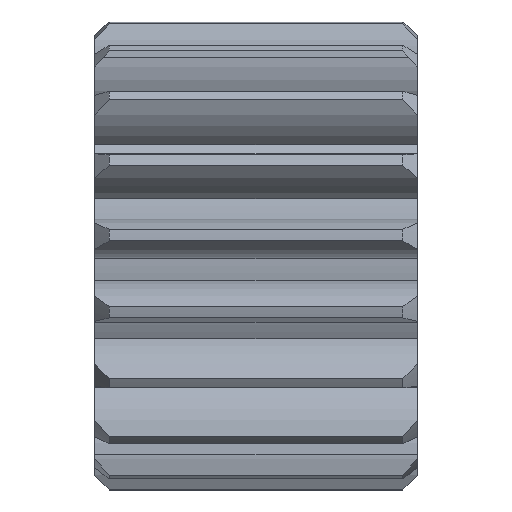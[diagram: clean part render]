
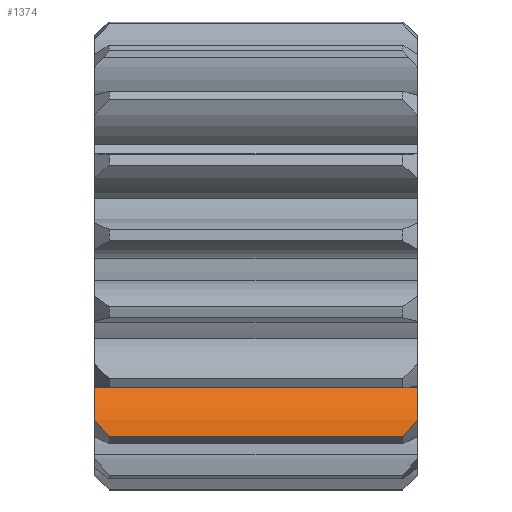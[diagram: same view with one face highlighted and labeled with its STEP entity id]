
A CAD part, top view. The second image highlights one B-rep face of the part: STEP entity #1374.
In plain terms, the highlighted cylindrical face has radius 3.016 mm (diameter 6.032 mm), a partial arc.
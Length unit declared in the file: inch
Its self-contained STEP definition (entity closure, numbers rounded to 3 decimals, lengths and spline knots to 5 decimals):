
#194 = CARTESIAN_POINT ( 'NONE',  ( 0.43, -0.25393, 0.20781 ) ) ;
#503 = CARTESIAN_POINT ( 'NONE',  ( 0.45, -0.26422, 0.08951 ) ) ;
#605 = VECTOR ( 'NONE', #1539, 39.37008 ) ;
#619 = CARTESIAN_POINT ( 'NONE',  ( 0.4365, -0.24609, 0.20713 ) ) ;
#635 = CARTESIAN_POINT ( 'NONE',  ( 0.45, -0.23128, 0.2036 ) ) ;
#662 = LINE ( 'NONE', #2335, #605 ) ;
#718 = DIRECTION ( 'NONE',  ( -1., 0., 0. ) ) ;
#819 = DIRECTION ( 'NONE',  ( 1., 0., 0. ) ) ;
#904 = EDGE_CURVE ( 'NONE', #2383, #1524, #2004, .T. ) ;
#931 = EDGE_CURVE ( 'NONE', #1975, #4104, #1933, .T. ) ;
#987 = CARTESIAN_POINT ( 'NONE',  ( 0.45, -0.23128, 0.2036 ) ) ;
#1098 = CARTESIAN_POINT ( 'NONE',  ( 0.45, -0.1855, 0.17842 ) ) ;
#1204 = ORIENTED_EDGE ( 'NONE', *, *, #2557, .T. ) ;
#1374 = ADVANCED_FACE ( 'NONE', ( #4486 ), #4906, .T. ) ;
#1464 = AXIS2_PLACEMENT_3D ( 'NONE', #4379, #2107, #4739 ) ;
#1524 = VERTEX_POINT ( 'NONE', #4335 ) ;
#1539 = DIRECTION ( 'NONE',  ( 1., 0., 0. ) ) ;
#1600 = EDGE_CURVE ( 'NONE', #4104, #3984, #4264, .T. ) ;
#1645 = ORIENTED_EDGE ( 'NONE', *, *, #1600, .T. ) ;
#1724 = AXIS2_PLACEMENT_3D ( 'NONE', #3122, #819, #3522 ) ;
#1800 = CARTESIAN_POINT ( 'NONE',  ( 0.0135, -0.24609, 0.20713 ) ) ;
#1843 = VERTEX_POINT ( 'NONE', #2766 ) ;
#1933 = B_SPLINE_CURVE_WITH_KNOTS ( 'NONE', 3,
 ( #194, #619, #4108, #635 ),
 .UNSPECIFIED., .F., .F.,
 ( 4, 4 ),
 ( 0., 0.00077 ),
 .UNSPECIFIED. ) ;
#1975 = VERTEX_POINT ( 'NONE', #1986 ) ;
#1986 = CARTESIAN_POINT ( 'NONE',  ( 0.43, -0.25393, 0.20781 ) ) ;
#2004 = B_SPLINE_CURVE_WITH_KNOTS ( 'NONE', 3,
 ( #2189, #4469, #1800, #4816 ),
 .UNSPECIFIED., .F., .F.,
 ( 4, 4 ),
 ( 0., 0.00077 ),
 .UNSPECIFIED. ) ;
#2107 = DIRECTION ( 'NONE',  ( -1., 0., 0. ) ) ;
#2112 = CIRCLE ( 'NONE', #1724, 0.11875 ) ;
#2121 = ORIENTED_EDGE ( 'NONE', *, *, #904, .T. ) ;
#2189 = CARTESIAN_POINT ( 'NONE',  ( 0., -0.23128, 0.2036 ) ) ;
#2228 = AXIS2_PLACEMENT_3D ( 'NONE', #503, #2869, #4733 ) ;
#2335 = CARTESIAN_POINT ( 'NONE',  ( 0.225, -0.25393, 0.20781 ) ) ;
#2383 = VERTEX_POINT ( 'NONE', #2626 ) ;
#2557 = EDGE_CURVE ( 'NONE', #1843, #2383, #2112, .T. ) ;
#2626 = CARTESIAN_POINT ( 'NONE',  ( 0., -0.23128, 0.2036 ) ) ;
#2766 = CARTESIAN_POINT ( 'NONE',  ( 0., -0.1855, 0.17842 ) ) ;
#2792 = CARTESIAN_POINT ( 'NONE',  ( 0.45, -0.1855, 0.17842 ) ) ;
#2848 = ORIENTED_EDGE ( 'NONE', *, *, #931, .T. ) ;
#2869 = DIRECTION ( 'NONE',  ( -1., 0., 0. ) ) ;
#3083 = EDGE_LOOP ( 'NONE', ( #1204, #2121, #4170, #2848, #1645, #3571 ) ) ;
#3122 = CARTESIAN_POINT ( 'NONE',  ( 0., -0.26422, 0.08951 ) ) ;
#3522 = DIRECTION ( 'NONE',  ( 0., 0., -1. ) ) ;
#3571 = ORIENTED_EDGE ( 'NONE', *, *, #3593, .T. ) ;
#3593 = EDGE_CURVE ( 'NONE', #3984, #1843, #3750, .T. ) ;
#3703 = VECTOR ( 'NONE', #718, 39.37008 ) ;
#3741 = EDGE_CURVE ( 'NONE', #1524, #1975, #662, .T. ) ;
#3750 = LINE ( 'NONE', #1098, #3703 ) ;
#3984 = VERTEX_POINT ( 'NONE', #2792 ) ;
#4104 = VERTEX_POINT ( 'NONE', #987 ) ;
#4108 = CARTESIAN_POINT ( 'NONE',  ( 0.44316, -0.23854, 0.2057 ) ) ;
#4170 = ORIENTED_EDGE ( 'NONE', *, *, #3741, .T. ) ;
#4264 = CIRCLE ( 'NONE', #1464, 0.11875 ) ;
#4335 = CARTESIAN_POINT ( 'NONE',  ( 0.02, -0.25393, 0.20781 ) ) ;
#4379 = CARTESIAN_POINT ( 'NONE',  ( 0.45, -0.26422, 0.08951 ) ) ;
#4469 = CARTESIAN_POINT ( 'NONE',  ( 0.00684, -0.23854, 0.2057 ) ) ;
#4486 = FACE_OUTER_BOUND ( 'NONE', #3083, .T. ) ;
#4733 = DIRECTION ( 'NONE',  ( 0., 0., 1. ) ) ;
#4739 = DIRECTION ( 'NONE',  ( 0., 0.736, 0.677 ) ) ;
#4816 = CARTESIAN_POINT ( 'NONE',  ( 0.02, -0.25393, 0.20781 ) ) ;
#4906 = CYLINDRICAL_SURFACE ( 'NONE', #2228, 0.11875 ) ;
